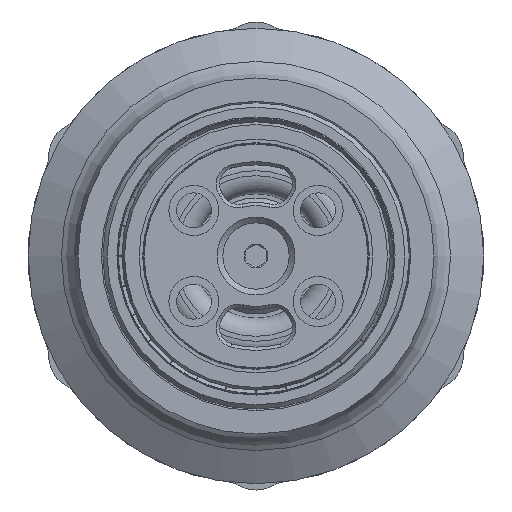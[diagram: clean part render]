
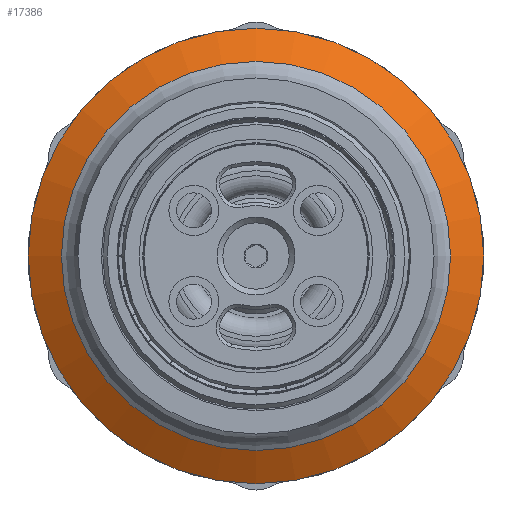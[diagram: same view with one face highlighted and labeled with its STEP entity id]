
A CAD part, front view. The second image highlights one B-rep face of the part: STEP entity #17386.
In plain terms, the highlighted conical face has half-angle 60 degrees and reference radius 24.497 mm.
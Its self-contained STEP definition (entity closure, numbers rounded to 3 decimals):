
#306=CONICAL_SURFACE('',#19617,24.497,1.047);
#1280=LINE('',#30305,#2368);
#2368=VECTOR('',#24718,24.497);
#4249=FACE_OUTER_BOUND('',#5393,.T.);
#5393=EDGE_LOOP('',(#14857,#14858,#14859,#14860,#14861));
#6790=CIRCLE('',#19613,23.494);
#6791=CIRCLE('',#19614,23.494);
#6793=CIRCLE('',#19618,27.5);
#8321=VERTEX_POINT('',#30293);
#8322=VERTEX_POINT('',#30295);
#8324=VERTEX_POINT('',#30303);
#10566=EDGE_CURVE('',#8321,#8322,#6790,.T.);
#10567=EDGE_CURVE('',#8322,#8321,#6791,.T.);
#10570=EDGE_CURVE('',#8324,#8324,#6793,.T.);
#10571=EDGE_CURVE('',#8324,#8322,#1280,.T.);
#14857=ORIENTED_EDGE('',*,*,#10570,.F.);
#14858=ORIENTED_EDGE('',*,*,#10571,.T.);
#14859=ORIENTED_EDGE('',*,*,#10566,.F.);
#14860=ORIENTED_EDGE('',*,*,#10567,.F.);
#14861=ORIENTED_EDGE('',*,*,#10571,.F.);
#17386=ADVANCED_FACE('',(#4249),#306,.T.);
#19613=AXIS2_PLACEMENT_3D('',#30296,#24705,#24706);
#19614=AXIS2_PLACEMENT_3D('',#30297,#24707,#24708);
#19617=AXIS2_PLACEMENT_3D('',#30302,#24714,#24715);
#19618=AXIS2_PLACEMENT_3D('',#30304,#24716,#24717);
#24705=DIRECTION('center_axis',(0.,-1.,0.));
#24706=DIRECTION('ref_axis',(1.,0.,0.));
#24707=DIRECTION('center_axis',(0.,-1.,0.));
#24708=DIRECTION('ref_axis',(1.,0.,0.));
#24714=DIRECTION('center_axis',(0.,1.,0.));
#24715=DIRECTION('ref_axis',(-1.,0.,0.));
#24716=DIRECTION('center_axis',(0.,1.,0.));
#24717=DIRECTION('ref_axis',(1.,0.,0.));
#24718=DIRECTION('',(-0.866,-0.5,0.));
#30293=CARTESIAN_POINT('',(0.,8.687,-23.494));
#30295=CARTESIAN_POINT('',(23.494,8.687,0.));
#30296=CARTESIAN_POINT('Origin',(0.,8.687,0.));
#30297=CARTESIAN_POINT('Origin',(0.,8.687,0.));
#30302=CARTESIAN_POINT('Origin',(0.,9.266,0.));
#30303=CARTESIAN_POINT('',(27.5,11.,0.));
#30304=CARTESIAN_POINT('Origin',(0.,11.,0.));
#30305=CARTESIAN_POINT('',(24.497,9.266,0.));
